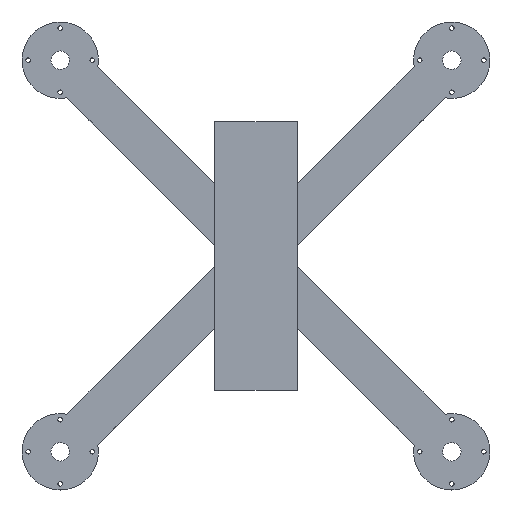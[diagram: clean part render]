
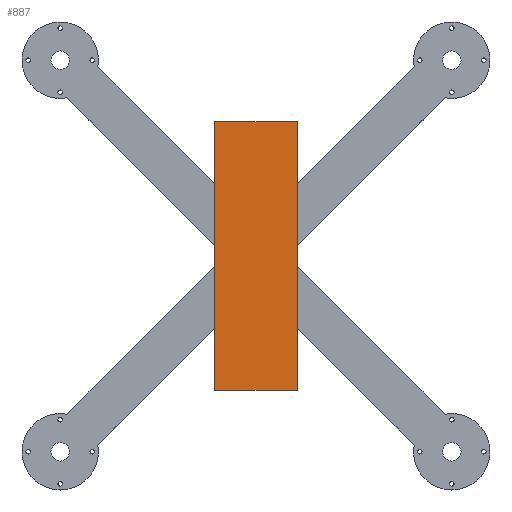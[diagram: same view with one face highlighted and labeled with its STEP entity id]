
A CAD part, top view. The second image highlights one B-rep face of the part: STEP entity #887.
In plain terms, the highlighted planar face has unit normal (0, 0, 1).
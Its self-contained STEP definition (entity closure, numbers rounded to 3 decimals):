
#66=PLANE('',#989);
#107=FACE_OUTER_BOUND('',#164,.T.);
#164=EDGE_LOOP('',(#748,#749,#750,#751));
#227=LINE('',#1365,#299);
#245=LINE('',#1426,#317);
#253=LINE('',#1462,#325);
#254=LINE('',#1463,#326);
#299=VECTOR('',#1115,10.);
#317=VECTOR('',#1177,10.);
#325=VECTOR('',#1219,10.);
#326=VECTOR('',#1220,10.);
#426=VERTEX_POINT('',#1362);
#427=VERTEX_POINT('',#1364);
#448=VERTEX_POINT('',#1424);
#459=VERTEX_POINT('',#1461);
#523=EDGE_CURVE('',#427,#426,#227,.T.);
#553=EDGE_CURVE('',#426,#448,#245,.T.);
#571=EDGE_CURVE('',#459,#448,#253,.T.);
#572=EDGE_CURVE('',#459,#427,#254,.T.);
#748=ORIENTED_EDGE('',*,*,#571,.F.);
#749=ORIENTED_EDGE('',*,*,#572,.T.);
#750=ORIENTED_EDGE('',*,*,#523,.T.);
#751=ORIENTED_EDGE('',*,*,#553,.T.);
#887=ADVANCED_FACE('',(#107),#66,.T.);
#989=AXIS2_PLACEMENT_3D('',#1460,#1217,#1218);
#1115=DIRECTION('',(0.,-1.,0.));
#1177=DIRECTION('',(1.,0.,0.));
#1217=DIRECTION('center_axis',(0.,0.,1.));
#1218=DIRECTION('ref_axis',(1.,0.,0.));
#1219=DIRECTION('',(0.,-1.,0.));
#1220=DIRECTION('',(-1.,0.,0.));
#1362=CARTESIAN_POINT('',(-20.,-65.,3.));
#1364=CARTESIAN_POINT('',(-20.,65.,3.));
#1365=CARTESIAN_POINT('',(-20.,-65.,3.));
#1424=CARTESIAN_POINT('',(20.,-65.,3.));
#1426=CARTESIAN_POINT('',(0.,-65.,3.));
#1460=CARTESIAN_POINT('Origin',(10.,32.5,3.));
#1461=CARTESIAN_POINT('',(20.,65.,3.));
#1462=CARTESIAN_POINT('',(20.,-65.,3.));
#1463=CARTESIAN_POINT('',(0.,65.,3.));
